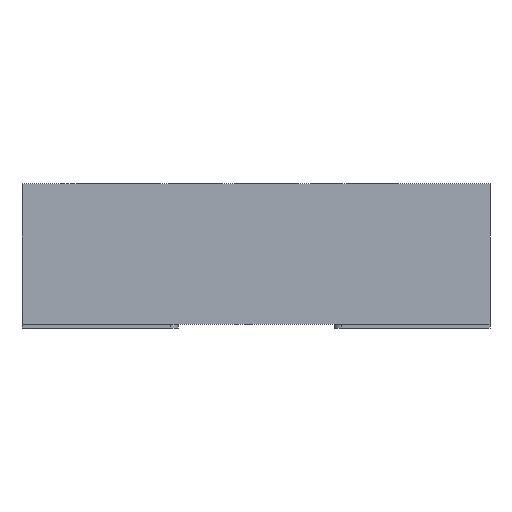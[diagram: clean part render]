
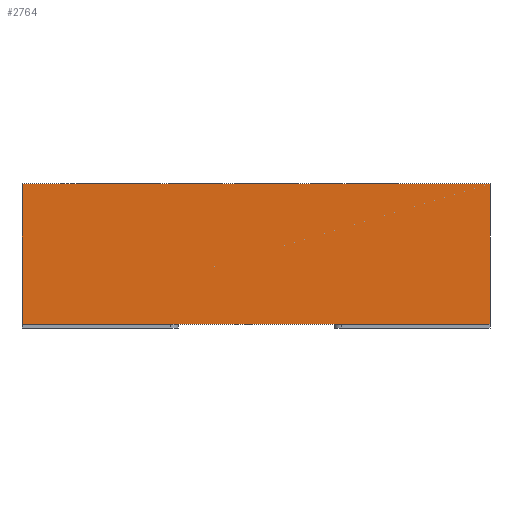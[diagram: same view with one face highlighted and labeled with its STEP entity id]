
A CAD part, front view. The second image highlights one B-rep face of the part: STEP entity #2764.
In plain terms, the highlighted planar face has unit normal (0, -1, 0).
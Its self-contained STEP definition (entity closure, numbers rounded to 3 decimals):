
#354=FACE_OUTER_BOUND('',#524,.T.);
#524=EDGE_LOOP('',(#2271,#2272,#2273,#2274));
#728=LINE('',#4969,#986);
#733=LINE('',#4985,#991);
#734=LINE('',#4988,#992);
#735=LINE('',#4989,#993);
#986=VECTOR('',#3196,10.);
#991=VECTOR('',#3215,10.);
#992=VECTOR('',#3218,10.);
#993=VECTOR('',#3219,10.);
#1273=VERTEX_POINT('',#4966);
#1274=VERTEX_POINT('',#4968);
#1278=VERTEX_POINT('',#4982);
#1279=VERTEX_POINT('',#4987);
#1622=EDGE_CURVE('',#1273,#1274,#728,.T.);
#1629=EDGE_CURVE('',#1278,#1274,#733,.T.);
#1630=EDGE_CURVE('',#1278,#1279,#734,.T.);
#1631=EDGE_CURVE('',#1279,#1273,#735,.T.);
#2271=ORIENTED_EDGE('',*,*,#1630,.F.);
#2272=ORIENTED_EDGE('',*,*,#1629,.T.);
#2273=ORIENTED_EDGE('',*,*,#1622,.F.);
#2274=ORIENTED_EDGE('',*,*,#1631,.F.);
#2619=PLANE('',#2894);
#2764=ADVANCED_FACE('',(#354),#2619,.T.);
#2894=AXIS2_PLACEMENT_3D('',#4986,#3216,#3217);
#3196=DIRECTION('',(1.,0.,0.));
#3215=DIRECTION('',(0.,0.,1.));
#3216=DIRECTION('center_axis',(0.,-1.,0.));
#3217=DIRECTION('ref_axis',(1.,0.,0.));
#3218=DIRECTION('',(-1.,0.,0.));
#3219=DIRECTION('',(0.,0.,1.));
#4966=CARTESIAN_POINT('',(-1.5,-1.5,0.9));
#4968=CARTESIAN_POINT('',(1.5,-1.5,0.9));
#4969=CARTESIAN_POINT('',(1.5,-1.5,0.9));
#4982=CARTESIAN_POINT('',(1.5,-1.5,0.));
#4985=CARTESIAN_POINT('',(1.5,-1.5,0.));
#4986=CARTESIAN_POINT('Origin',(-1.5,-1.5,0.));
#4987=CARTESIAN_POINT('',(-1.5,-1.5,0.));
#4988=CARTESIAN_POINT('',(1.5,-1.5,0.));
#4989=CARTESIAN_POINT('',(-1.5,-1.5,0.));
